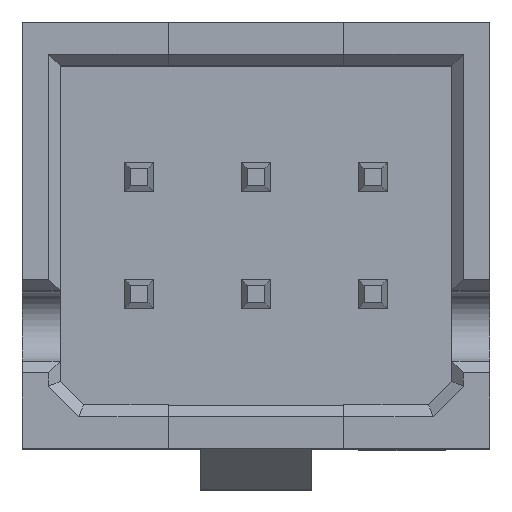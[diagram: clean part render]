
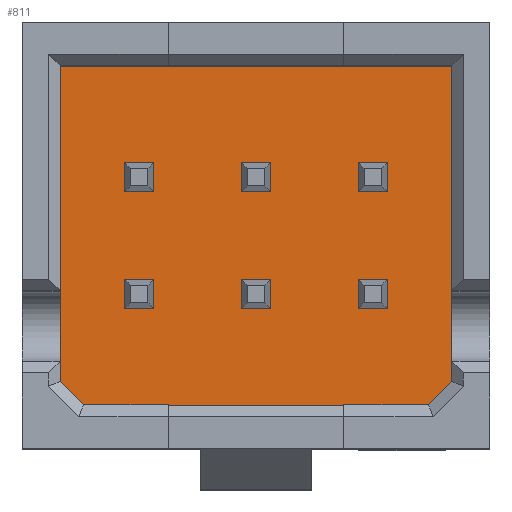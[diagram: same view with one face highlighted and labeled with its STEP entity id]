
A CAD part, top view. The second image highlights one B-rep face of the part: STEP entity #811.
In plain terms, the highlighted planar face has unit normal (0, 0, 1).
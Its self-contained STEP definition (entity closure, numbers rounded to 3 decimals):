
#656 = VERTEX_POINT('',#657);
#657 = CARTESIAN_POINT('',(-1.76,-0.76,1.7));
#663 = EDGE_CURVE('',#664,#656,#666,.T.);
#664 = VERTEX_POINT('',#665);
#665 = CARTESIAN_POINT('',(-1.76,-1.24,1.7));
#666 = LINE('',#667,#668);
#667 = CARTESIAN_POINT('',(-1.76,-1.24,1.7));
#668 = VECTOR('',#669,1.);
#669 = DIRECTION('',(0.,1.,0.));
#694 = VERTEX_POINT('',#695);
#695 = CARTESIAN_POINT('',(-2.24,-0.76,1.7));
#701 = EDGE_CURVE('',#656,#694,#702,.T.);
#702 = LINE('',#703,#704);
#703 = CARTESIAN_POINT('',(-1.76,-0.76,1.7));
#704 = VECTOR('',#705,1.);
#705 = DIRECTION('',(-1.,0.,0.));
#759 = VERTEX_POINT('',#760);
#760 = CARTESIAN_POINT('',(-2.24,-1.24,1.7));
#766 = EDGE_CURVE('',#694,#759,#767,.T.);
#767 = LINE('',#768,#769);
#768 = CARTESIAN_POINT('',(-2.24,-0.76,1.7));
#769 = VECTOR('',#770,1.);
#770 = DIRECTION('',(0.,-1.,0.));
#788 = EDGE_CURVE('',#759,#664,#789,.T.);
#789 = LINE('',#790,#791);
#790 = CARTESIAN_POINT('',(-2.24,-1.24,1.7));
#791 = VECTOR('',#792,1.);
#792 = DIRECTION('',(1.,0.,0.));
#811 = ADVANCED_FACE('',(#812,#862,#896,#902,#936,#970,#1004),#1038,.T.
  );
#812 = FACE_BOUND('',#813,.F.);
#813 = EDGE_LOOP('',(#814,#824,#832,#840,#848,#856));
#814 = ORIENTED_EDGE('',*,*,#815,.F.);
#815 = EDGE_CURVE('',#816,#818,#820,.T.);
#816 = VERTEX_POINT('',#817);
#817 = CARTESIAN_POINT('',(2.95,-2.9,1.7));
#818 = VERTEX_POINT('',#819);
#819 = CARTESIAN_POINT('',(3.35,-2.5,1.7));
#820 = LINE('',#821,#822);
#821 = CARTESIAN_POINT('',(2.95,-2.9,1.7));
#822 = VECTOR('',#823,1.);
#823 = DIRECTION('',(0.707,0.707,0.)
  );
#824 = ORIENTED_EDGE('',*,*,#825,.F.);
#825 = EDGE_CURVE('',#826,#816,#828,.T.);
#826 = VERTEX_POINT('',#827);
#827 = CARTESIAN_POINT('',(-2.95,-2.9,1.7));
#828 = LINE('',#829,#830);
#829 = CARTESIAN_POINT('',(-2.95,-2.9,1.7));
#830 = VECTOR('',#831,1.);
#831 = DIRECTION('',(1.,0.,0.));
#832 = ORIENTED_EDGE('',*,*,#833,.F.);
#833 = EDGE_CURVE('',#834,#826,#836,.T.);
#834 = VERTEX_POINT('',#835);
#835 = CARTESIAN_POINT('',(-3.35,-2.5,1.7));
#836 = LINE('',#837,#838);
#837 = CARTESIAN_POINT('',(-3.35,-2.5,1.7));
#838 = VECTOR('',#839,1.);
#839 = DIRECTION('',(0.707,-0.707,0.)
  );
#840 = ORIENTED_EDGE('',*,*,#841,.F.);
#841 = EDGE_CURVE('',#842,#834,#844,.T.);
#842 = VERTEX_POINT('',#843);
#843 = CARTESIAN_POINT('',(-3.35,2.9,1.7));
#844 = LINE('',#845,#846);
#845 = CARTESIAN_POINT('',(-3.35,2.9,1.7));
#846 = VECTOR('',#847,1.);
#847 = DIRECTION('',(0.,-1.,0.));
#848 = ORIENTED_EDGE('',*,*,#849,.F.);
#849 = EDGE_CURVE('',#850,#842,#852,.T.);
#850 = VERTEX_POINT('',#851);
#851 = CARTESIAN_POINT('',(3.35,2.9,1.7));
#852 = LINE('',#853,#854);
#853 = CARTESIAN_POINT('',(3.35,2.9,1.7));
#854 = VECTOR('',#855,1.);
#855 = DIRECTION('',(-1.,0.,0.));
#856 = ORIENTED_EDGE('',*,*,#857,.F.);
#857 = EDGE_CURVE('',#818,#850,#858,.T.);
#858 = LINE('',#859,#860);
#859 = CARTESIAN_POINT('',(3.35,-2.5,1.7));
#860 = VECTOR('',#861,1.);
#861 = DIRECTION('',(0.,1.,0.));
#862 = FACE_BOUND('',#863,.F.);
#863 = EDGE_LOOP('',(#864,#874,#882,#890));
#864 = ORIENTED_EDGE('',*,*,#865,.T.);
#865 = EDGE_CURVE('',#866,#868,#870,.T.);
#866 = VERTEX_POINT('',#867);
#867 = CARTESIAN_POINT('',(-2.24,1.24,1.7));
#868 = VERTEX_POINT('',#869);
#869 = CARTESIAN_POINT('',(-2.24,0.76,1.7));
#870 = LINE('',#871,#872);
#871 = CARTESIAN_POINT('',(-2.24,1.24,1.7));
#872 = VECTOR('',#873,1.);
#873 = DIRECTION('',(0.,-1.,0.));
#874 = ORIENTED_EDGE('',*,*,#875,.T.);
#875 = EDGE_CURVE('',#868,#876,#878,.T.);
#876 = VERTEX_POINT('',#877);
#877 = CARTESIAN_POINT('',(-1.76,0.76,1.7));
#878 = LINE('',#879,#880);
#879 = CARTESIAN_POINT('',(-2.24,0.76,1.7));
#880 = VECTOR('',#881,1.);
#881 = DIRECTION('',(1.,0.,0.));
#882 = ORIENTED_EDGE('',*,*,#883,.T.);
#883 = EDGE_CURVE('',#876,#884,#886,.T.);
#884 = VERTEX_POINT('',#885);
#885 = CARTESIAN_POINT('',(-1.76,1.24,1.7));
#886 = LINE('',#887,#888);
#887 = CARTESIAN_POINT('',(-1.76,0.76,1.7));
#888 = VECTOR('',#889,1.);
#889 = DIRECTION('',(0.,1.,0.));
#890 = ORIENTED_EDGE('',*,*,#891,.T.);
#891 = EDGE_CURVE('',#884,#866,#892,.T.);
#892 = LINE('',#893,#894);
#893 = CARTESIAN_POINT('',(-1.76,1.24,1.7));
#894 = VECTOR('',#895,1.);
#895 = DIRECTION('',(-1.,0.,0.));
#896 = FACE_BOUND('',#897,.F.);
#897 = EDGE_LOOP('',(#898,#899,#900,#901));
#898 = ORIENTED_EDGE('',*,*,#766,.T.);
#899 = ORIENTED_EDGE('',*,*,#788,.T.);
#900 = ORIENTED_EDGE('',*,*,#663,.T.);
#901 = ORIENTED_EDGE('',*,*,#701,.T.);
#902 = FACE_BOUND('',#903,.F.);
#903 = EDGE_LOOP('',(#904,#914,#922,#930));
#904 = ORIENTED_EDGE('',*,*,#905,.T.);
#905 = EDGE_CURVE('',#906,#908,#910,.T.);
#906 = VERTEX_POINT('',#907);
#907 = CARTESIAN_POINT('',(-0.24,1.24,1.7));
#908 = VERTEX_POINT('',#909);
#909 = CARTESIAN_POINT('',(-0.24,0.76,1.7));
#910 = LINE('',#911,#912);
#911 = CARTESIAN_POINT('',(-0.24,1.24,1.7));
#912 = VECTOR('',#913,1.);
#913 = DIRECTION('',(0.,-1.,0.));
#914 = ORIENTED_EDGE('',*,*,#915,.T.);
#915 = EDGE_CURVE('',#908,#916,#918,.T.);
#916 = VERTEX_POINT('',#917);
#917 = CARTESIAN_POINT('',(0.24,0.76,1.7));
#918 = LINE('',#919,#920);
#919 = CARTESIAN_POINT('',(-0.24,0.76,1.7));
#920 = VECTOR('',#921,1.);
#921 = DIRECTION('',(1.,0.,0.));
#922 = ORIENTED_EDGE('',*,*,#923,.T.);
#923 = EDGE_CURVE('',#916,#924,#926,.T.);
#924 = VERTEX_POINT('',#925);
#925 = CARTESIAN_POINT('',(0.24,1.24,1.7));
#926 = LINE('',#927,#928);
#927 = CARTESIAN_POINT('',(0.24,0.76,1.7));
#928 = VECTOR('',#929,1.);
#929 = DIRECTION('',(0.,1.,0.));
#930 = ORIENTED_EDGE('',*,*,#931,.T.);
#931 = EDGE_CURVE('',#924,#906,#932,.T.);
#932 = LINE('',#933,#934);
#933 = CARTESIAN_POINT('',(0.24,1.24,1.7));
#934 = VECTOR('',#935,1.);
#935 = DIRECTION('',(-1.,0.,0.));
#936 = FACE_BOUND('',#937,.F.);
#937 = EDGE_LOOP('',(#938,#948,#956,#964));
#938 = ORIENTED_EDGE('',*,*,#939,.T.);
#939 = EDGE_CURVE('',#940,#942,#944,.T.);
#940 = VERTEX_POINT('',#941);
#941 = CARTESIAN_POINT('',(-0.24,-0.76,1.7));
#942 = VERTEX_POINT('',#943);
#943 = CARTESIAN_POINT('',(-0.24,-1.24,1.7));
#944 = LINE('',#945,#946);
#945 = CARTESIAN_POINT('',(-0.24,-0.76,1.7));
#946 = VECTOR('',#947,1.);
#947 = DIRECTION('',(0.,-1.,0.));
#948 = ORIENTED_EDGE('',*,*,#949,.T.);
#949 = EDGE_CURVE('',#942,#950,#952,.T.);
#950 = VERTEX_POINT('',#951);
#951 = CARTESIAN_POINT('',(0.24,-1.24,1.7));
#952 = LINE('',#953,#954);
#953 = CARTESIAN_POINT('',(-0.24,-1.24,1.7));
#954 = VECTOR('',#955,1.);
#955 = DIRECTION('',(1.,0.,0.));
#956 = ORIENTED_EDGE('',*,*,#957,.T.);
#957 = EDGE_CURVE('',#950,#958,#960,.T.);
#958 = VERTEX_POINT('',#959);
#959 = CARTESIAN_POINT('',(0.24,-0.76,1.7));
#960 = LINE('',#961,#962);
#961 = CARTESIAN_POINT('',(0.24,-1.24,1.7));
#962 = VECTOR('',#963,1.);
#963 = DIRECTION('',(0.,1.,0.));
#964 = ORIENTED_EDGE('',*,*,#965,.T.);
#965 = EDGE_CURVE('',#958,#940,#966,.T.);
#966 = LINE('',#967,#968);
#967 = CARTESIAN_POINT('',(0.24,-0.76,1.7));
#968 = VECTOR('',#969,1.);
#969 = DIRECTION('',(-1.,0.,0.));
#970 = FACE_BOUND('',#971,.F.);
#971 = EDGE_LOOP('',(#972,#982,#990,#998));
#972 = ORIENTED_EDGE('',*,*,#973,.T.);
#973 = EDGE_CURVE('',#974,#976,#978,.T.);
#974 = VERTEX_POINT('',#975);
#975 = CARTESIAN_POINT('',(1.76,1.24,1.7));
#976 = VERTEX_POINT('',#977);
#977 = CARTESIAN_POINT('',(1.76,0.76,1.7));
#978 = LINE('',#979,#980);
#979 = CARTESIAN_POINT('',(1.76,1.24,1.7));
#980 = VECTOR('',#981,1.);
#981 = DIRECTION('',(0.,-1.,0.));
#982 = ORIENTED_EDGE('',*,*,#983,.T.);
#983 = EDGE_CURVE('',#976,#984,#986,.T.);
#984 = VERTEX_POINT('',#985);
#985 = CARTESIAN_POINT('',(2.24,0.76,1.7));
#986 = LINE('',#987,#988);
#987 = CARTESIAN_POINT('',(1.76,0.76,1.7));
#988 = VECTOR('',#989,1.);
#989 = DIRECTION('',(1.,0.,0.));
#990 = ORIENTED_EDGE('',*,*,#991,.T.);
#991 = EDGE_CURVE('',#984,#992,#994,.T.);
#992 = VERTEX_POINT('',#993);
#993 = CARTESIAN_POINT('',(2.24,1.24,1.7));
#994 = LINE('',#995,#996);
#995 = CARTESIAN_POINT('',(2.24,0.76,1.7));
#996 = VECTOR('',#997,1.);
#997 = DIRECTION('',(0.,1.,0.));
#998 = ORIENTED_EDGE('',*,*,#999,.T.);
#999 = EDGE_CURVE('',#992,#974,#1000,.T.);
#1000 = LINE('',#1001,#1002);
#1001 = CARTESIAN_POINT('',(2.24,1.24,1.7));
#1002 = VECTOR('',#1003,1.);
#1003 = DIRECTION('',(-1.,0.,0.));
#1004 = FACE_BOUND('',#1005,.F.);
#1005 = EDGE_LOOP('',(#1006,#1016,#1024,#1032));
#1006 = ORIENTED_EDGE('',*,*,#1007,.T.);
#1007 = EDGE_CURVE('',#1008,#1010,#1012,.T.);
#1008 = VERTEX_POINT('',#1009);
#1009 = CARTESIAN_POINT('',(1.76,-0.76,1.7));
#1010 = VERTEX_POINT('',#1011);
#1011 = CARTESIAN_POINT('',(1.76,-1.24,1.7));
#1012 = LINE('',#1013,#1014);
#1013 = CARTESIAN_POINT('',(1.76,-0.76,1.7));
#1014 = VECTOR('',#1015,1.);
#1015 = DIRECTION('',(0.,-1.,0.));
#1016 = ORIENTED_EDGE('',*,*,#1017,.T.);
#1017 = EDGE_CURVE('',#1010,#1018,#1020,.T.);
#1018 = VERTEX_POINT('',#1019);
#1019 = CARTESIAN_POINT('',(2.24,-1.24,1.7));
#1020 = LINE('',#1021,#1022);
#1021 = CARTESIAN_POINT('',(1.76,-1.24,1.7));
#1022 = VECTOR('',#1023,1.);
#1023 = DIRECTION('',(1.,0.,0.));
#1024 = ORIENTED_EDGE('',*,*,#1025,.T.);
#1025 = EDGE_CURVE('',#1018,#1026,#1028,.T.);
#1026 = VERTEX_POINT('',#1027);
#1027 = CARTESIAN_POINT('',(2.24,-0.76,1.7));
#1028 = LINE('',#1029,#1030);
#1029 = CARTESIAN_POINT('',(2.24,-1.24,1.7));
#1030 = VECTOR('',#1031,1.);
#1031 = DIRECTION('',(0.,1.,0.));
#1032 = ORIENTED_EDGE('',*,*,#1033,.T.);
#1033 = EDGE_CURVE('',#1026,#1008,#1034,.T.);
#1034 = LINE('',#1035,#1036);
#1035 = CARTESIAN_POINT('',(2.24,-0.76,1.7));
#1036 = VECTOR('',#1037,1.);
#1037 = DIRECTION('',(-1.,0.,0.));
#1038 = PLANE('',#1039);
#1039 = AXIS2_PLACEMENT_3D('',#1040,#1041,#1042);
#1040 = CARTESIAN_POINT('',(-4.,0.,1.7));
#1041 = DIRECTION('',(0.,0.,1.));
#1042 = DIRECTION('',(1.,0.,0.));
